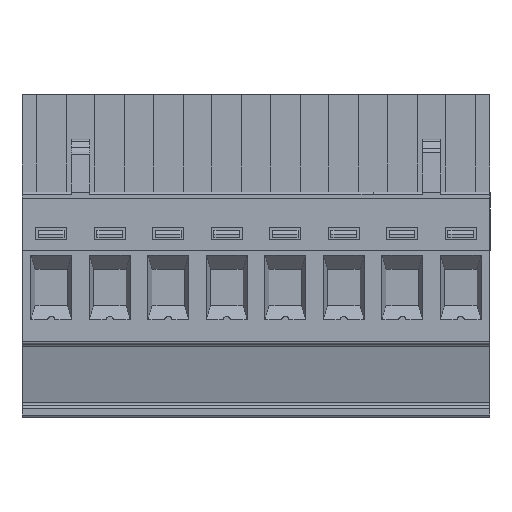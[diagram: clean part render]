
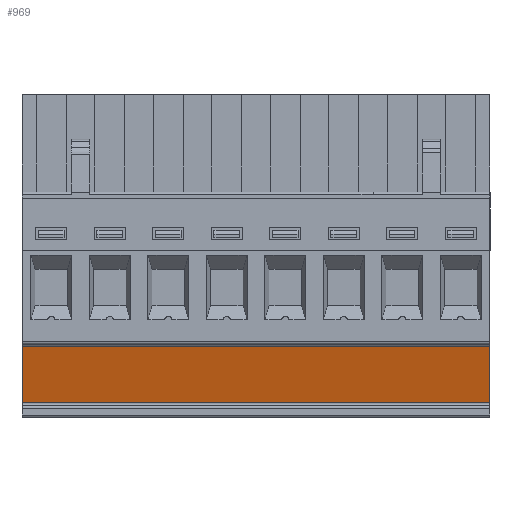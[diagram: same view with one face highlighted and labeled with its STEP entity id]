
A CAD part, front view. The second image highlights one B-rep face of the part: STEP entity #969.
In plain terms, the highlighted planar face has unit normal (0, -0.966, -0.259).
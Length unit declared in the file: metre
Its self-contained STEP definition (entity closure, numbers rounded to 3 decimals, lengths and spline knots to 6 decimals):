
#969=ADVANCED_FACE('',(#2308),#2309,.F.);
#2308=FACE_OUTER_BOUND('',#4035,.T.);
#2309=PLANE('',#4036);
#4035=EDGE_LOOP('',(#7112,#7113,#7114,#7115));
#4036=AXIS2_PLACEMENT_3D('',#7116,#7117,#7118);
#7112=ORIENTED_EDGE('',*,*,#10653,.F.);
#7113=ORIENTED_EDGE('',*,*,#9813,.T.);
#7114=ORIENTED_EDGE('',*,*,#10655,.T.);
#7115=ORIENTED_EDGE('',*,*,#10412,.T.);
#7116=CARTESIAN_POINT('',(-0.006712,-0.032787,-0.082872));
#7117=DIRECTION('',(0.,0.966,0.259));
#7118=DIRECTION('',(0.,0.259,-0.966));
#9813=EDGE_CURVE('',#11678,#11676,#11679,.T.);
#10412=EDGE_CURVE('',#12597,#12645,#12647,.T.);
#10653=EDGE_CURVE('',#11678,#12645,#12988,.F.);
#10655=EDGE_CURVE('',#11676,#12597,#12990,.F.);
#11676=VERTEX_POINT('',#14375);
#11678=VERTEX_POINT('',#14377);
#11679=LINE('',#14378,#14379);
#12597=VERTEX_POINT('',#15769);
#12645=VERTEX_POINT('',#15826);
#12647=LINE('',#15828,#15829);
#12988=LINE('',#16337,#16338);
#12990=LINE('',#16340,#16341);
#14375=CARTESIAN_POINT('',(0.01305,-0.03312,-0.08163));
#14377=CARTESIAN_POINT('',(0.01305,-0.034417,-0.076791));
#14378=CARTESIAN_POINT('',(0.01305,-0.034459,-0.076633));
#14379=VECTOR('',#18125,1.0);
#15769=CARTESIAN_POINT('',(0.053052,-0.03312,-0.08163));
#15826=CARTESIAN_POINT('',(0.053052,-0.034417,-0.076791));
#15828=CARTESIAN_POINT('',(0.053052,-0.034459,-0.076633));
#15829=VECTOR('',#18733,1.0);
#16337=CARTESIAN_POINT('',(0.039014,-0.034417,-0.076791));
#16338=VECTOR('',#18948,1.0);
#16340=CARTESIAN_POINT('',(-0.006712,-0.03312,-0.08163));
#16341=VECTOR('',#18949,1.0);
#18125=DIRECTION('',(0.0,0.259,-0.966));
#18733=DIRECTION('',(0.0,-0.259,0.966));
#18948=DIRECTION('',(-1.0,0.,0.));
#18949=DIRECTION('',(-1.0,0.,0.));
